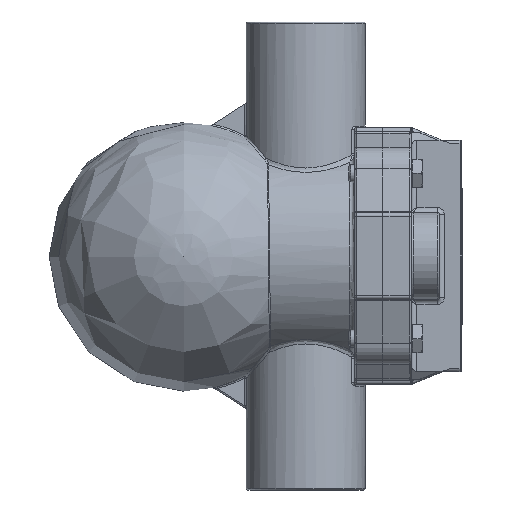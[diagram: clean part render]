
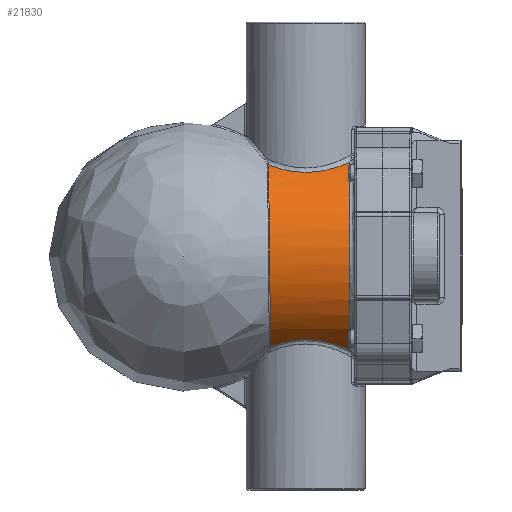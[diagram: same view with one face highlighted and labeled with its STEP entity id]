
A CAD part, left-side view. The second image highlights one B-rep face of the part: STEP entity #21830.
In plain terms, the highlighted cylindrical face has radius 60 mm (diameter 120 mm), a partial arc.
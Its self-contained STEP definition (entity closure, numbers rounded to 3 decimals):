
#4631=CYLINDRICAL_SURFACE('',#23108,60.);
#4889=FACE_OUTER_BOUND('',#6123,.T.);
#6123=EDGE_LOOP('',(#14336,#14337,#14338,#14339));
#7492=B_SPLINE_CURVE_WITH_KNOTS('',3,(#31308,#31309,#31310,#31311,#31312,
#31313,#31314,#31315,#31316,#31317),.UNSPECIFIED.,.F.,.F.,(4,1,1,1,1,1,
1,4),(-12.925,-11.079,-9.232,-7.386,
-5.539,-3.693,-1.846,0.),.UNSPECIFIED.);
#7503=B_SPLINE_CURVE_WITH_KNOTS('',3,(#31527,#31528,#31529,#31530,#31531,
#31532,#31533,#31534),.UNSPECIFIED.,.F.,.F.,(4,1,1,1,1,4),(21.228,
22.573,23.453,24.333,25.213,26.439),
 .UNSPECIFIED.);
#7505=B_SPLINE_CURVE_WITH_KNOTS('',3,(#31549,#31550,#31551,#31552,#31553,
#31554,#31555,#31556,#31557,#31558),.UNSPECIFIED.,.F.,.F.,(4,1,1,1,1,1,
1,4),(21.779,22.099,22.953,23.807,
24.662,25.516,26.371,26.854),
 .UNSPECIFIED.);
#8187=CIRCLE('',#23109,60.);
#8792=VERTEX_POINT('',#31259);
#8793=VERTEX_POINT('',#31307);
#8811=VERTEX_POINT('',#31526);
#8812=VERTEX_POINT('',#31548);
#10916=EDGE_CURVE('',#8792,#8793,#7492,.T.);
#10940=EDGE_CURVE('',#8793,#8811,#7503,.T.);
#10942=EDGE_CURVE('',#8812,#8792,#7505,.T.);
#10943=EDGE_CURVE('',#8811,#8812,#8187,.T.);
#14336=ORIENTED_EDGE('',*,*,#10916,.F.);
#14337=ORIENTED_EDGE('',*,*,#10942,.F.);
#14338=ORIENTED_EDGE('',*,*,#10943,.F.);
#14339=ORIENTED_EDGE('',*,*,#10940,.F.);
#21830=ADVANCED_FACE('',(#4889),#4631,.T.);
#23108=AXIS2_PLACEMENT_3D('',#31547,#24642,#24643);
#23109=AXIS2_PLACEMENT_3D('',#31559,#24644,#24645);
#24642=DIRECTION('center_axis',(0.,1.,0.));
#24643=DIRECTION('ref_axis',(-1.,0.,0.));
#24644=DIRECTION('center_axis',(0.,-1.,0.));
#24645=DIRECTION('ref_axis',(-1.,0.,0.));
#31259=CARTESIAN_POINT('',(-29.71,20.5,-52.128));
#31307=CARTESIAN_POINT('',(-29.017,21.566,52.517));
#31308=CARTESIAN_POINT('Ctrl Pts',(-29.71,20.5,-52.128));
#31309=CARTESIAN_POINT('Ctrl Pts',(-34.969,20.508,-49.13));
#31310=CARTESIAN_POINT('Ctrl Pts',(-44.574,20.531,-41.531));
#31311=CARTESIAN_POINT('Ctrl Pts',(-54.929,20.594,-26.356));
#31312=CARTESIAN_POINT('Ctrl Pts',(-60.287,20.707,-8.784));
#31313=CARTESIAN_POINT('Ctrl Pts',(-60.166,20.895,9.586));
#31314=CARTESIAN_POINT('Ctrl Pts',(-54.573,21.139,27.083));
#31315=CARTESIAN_POINT('Ctrl Pts',(-44.019,21.383,42.119));
#31316=CARTESIAN_POINT('Ctrl Pts',(-34.315,21.514,49.589));
#31317=CARTESIAN_POINT('Ctrl Pts',(-29.017,21.566,52.517));
#31526=CARTESIAN_POINT('',(-26.115,-25.328,54.019));
#31527=CARTESIAN_POINT('Ctrl Pts',(-29.019,21.564,52.515));
#31528=CARTESIAN_POINT('Ctrl Pts',(-31.373,18.073,51.213));
#31529=CARTESIAN_POINT('Ctrl Pts',(-34.353,11.552,49.225));
#31530=CARTESIAN_POINT('Ctrl Pts',(-35.865,1.272,48.098));
#31531=CARTESIAN_POINT('Ctrl Pts',(-35.145,-7.573,
48.64));
#31532=CARTESIAN_POINT('Ctrl Pts',(-32.206,-16.875,
50.701));
#31533=CARTESIAN_POINT('Ctrl Pts',(-28.626,-22.477,
52.801));
#31534=CARTESIAN_POINT('Ctrl Pts',(-26.116,-25.329,54.016));
#31547=CARTESIAN_POINT('Origin',(0.,-28.328,0.));
#31548=CARTESIAN_POINT('',(-26.115,-25.328,-54.019));
#31549=CARTESIAN_POINT('Ctrl Pts',(-26.115,-25.328,
-54.019));
#31550=CARTESIAN_POINT('Ctrl Pts',(-26.77,-24.583,
-53.702));
#31551=CARTESIAN_POINT('Ctrl Pts',(-29.067,-21.748,
-52.538));
#31552=CARTESIAN_POINT('Ctrl Pts',(-32.331,-16.238,
-50.598));
#31553=CARTESIAN_POINT('Ctrl Pts',(-34.97,-8.318,
-48.77));
#31554=CARTESIAN_POINT('Ctrl Pts',(-35.866,0.233,
-48.096));
#31555=CARTESIAN_POINT('Ctrl Pts',(-34.87,8.764,-48.844));
#31556=CARTESIAN_POINT('Ctrl Pts',(-32.539,15.5,-50.447));
#31557=CARTESIAN_POINT('Ctrl Pts',(-30.514,19.214,-51.669));
#31558=CARTESIAN_POINT('Ctrl Pts',(-29.71,20.5,-52.128));
#31559=CARTESIAN_POINT('Origin',(0.,-25.328,0.));
